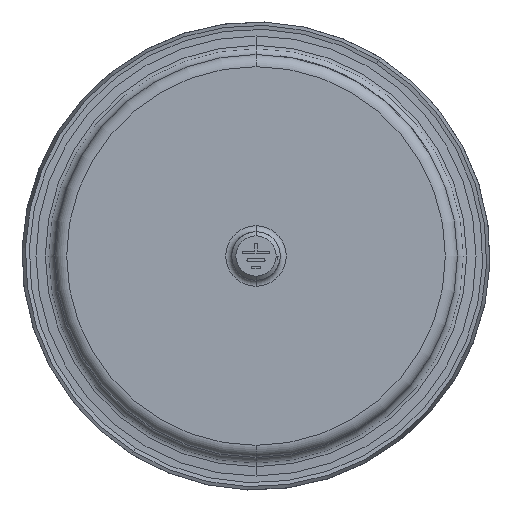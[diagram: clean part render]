
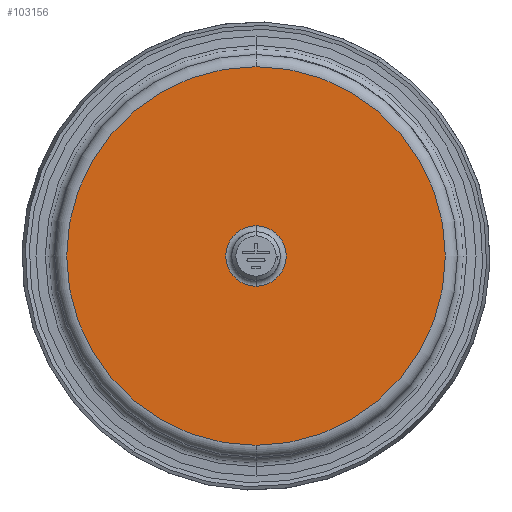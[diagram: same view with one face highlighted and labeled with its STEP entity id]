
A CAD part, front view. The second image highlights one B-rep face of the part: STEP entity #103156.
In plain terms, the highlighted planar face has unit normal (0, -1, 0).
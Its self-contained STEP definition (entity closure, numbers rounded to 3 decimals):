
#87962=CARTESIAN_POINT('',(0.,16.,0.));
#87963=DIRECTION('',(0.,-1.,0.));
#87964=DIRECTION('',(0.,0.,-1.));
#87965=AXIS2_PLACEMENT_3D('',#87962,#87963,#87964);
#87970=CARTESIAN_POINT('',(0.,16.,0.));
#87971=DIRECTION('',(0.,-1.,0.));
#87972=DIRECTION('',(0.,0.,1.));
#87973=AXIS2_PLACEMENT_3D('',#87970,#87971,#87972);
#87978=CARTESIAN_POINT('',(0.,16.,0.));
#87979=DIRECTION('',(0.,1.,0.));
#87980=DIRECTION('',(0.,0.,1.));
#87981=AXIS2_PLACEMENT_3D('',#87978,#87979,#87980);
#87986=CARTESIAN_POINT('',(0.,16.,0.));
#87987=DIRECTION('',(0.,1.,0.));
#87988=DIRECTION('',(0.,0.,-1.));
#87989=AXIS2_PLACEMENT_3D('',#87986,#87987,#87988);
#101380=CARTESIAN_POINT('',(0.,16.,-7.5));
#101381=CARTESIAN_POINT('',(0.,16.,7.5));
#101382=VERTEX_POINT('',#101380);
#101383=VERTEX_POINT('',#101381);
#101405=CARTESIAN_POINT('',(0.,16.,-46.95));
#101406=CARTESIAN_POINT('',(0.,16.,46.95));
#101407=VERTEX_POINT('',#101405);
#101408=VERTEX_POINT('',#101406);
#103141=CARTESIAN_POINT('',(46.95,16.,0.));
#103142=DIRECTION('',(0.,-1.,0.));
#103143=DIRECTION('',(0.,0.,-1.));
#103144=AXIS2_PLACEMENT_3D('',#103141,#103142,#103143);
#103145=PLANE('',#103144);
#103146=ORIENTED_EDGE('',*,*,#103107,.F.);
#103147=ORIENTED_EDGE('',*,*,#103127,.F.);
#103148=EDGE_LOOP('',(#103146,#103147));
#103149=FACE_OUTER_BOUND('',#103148,.F.);
#103151=ORIENTED_EDGE('',*,*,#103150,.F.);
#103153=ORIENTED_EDGE('',*,*,#103152,.F.);
#103154=EDGE_LOOP('',(#103151,#103153));
#103155=FACE_BOUND('',#103154,.F.);
#87966=CIRCLE('',#87965,46.95);
#87974=CIRCLE('',#87973,46.95);
#87982=CIRCLE('',#87981,7.5);
#87990=CIRCLE('',#87989,7.5);
#103107=EDGE_CURVE('',#101407,#101408,#87966,.T.);
#103127=EDGE_CURVE('',#101408,#101407,#87974,.T.);
#103150=EDGE_CURVE('',#101383,#101382,#87982,.T.);
#103152=EDGE_CURVE('',#101382,#101383,#87990,.T.);
#103156=ADVANCED_FACE('',(#103149,#103155),#103145,.T.);
